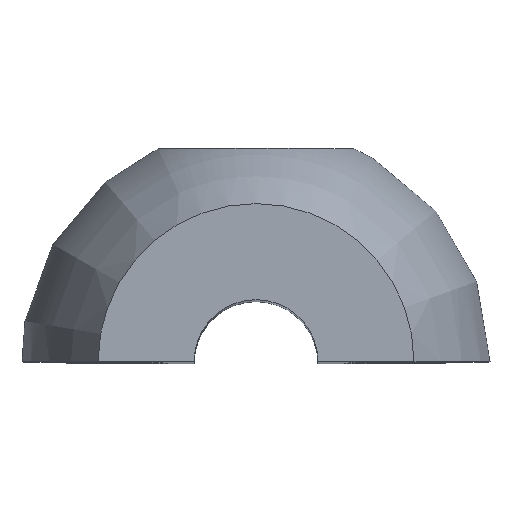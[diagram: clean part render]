
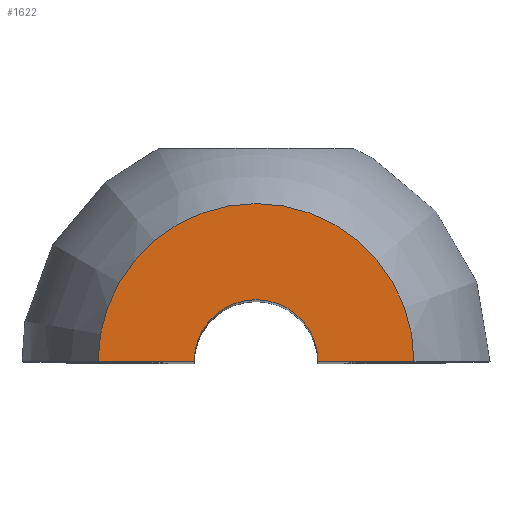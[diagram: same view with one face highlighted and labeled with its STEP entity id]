
A CAD part, top view. The second image highlights one B-rep face of the part: STEP entity #1622.
In plain terms, the highlighted planar face has unit normal (0, 0, 1).
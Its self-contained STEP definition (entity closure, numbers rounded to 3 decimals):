
#45 = CYLINDRICAL_SURFACE('',#46,2.61);
#46 = AXIS2_PLACEMENT_3D('',#47,#48,#49);
#47 = CARTESIAN_POINT('',(0.,0.,0.));
#48 = DIRECTION('',(-0.,-0.,-1.));
#49 = DIRECTION('',(1.,0.,0.));
#72 = PLANE('',#73);
#73 = AXIS2_PLACEMENT_3D('',#74,#75,#76);
#74 = CARTESIAN_POINT('',(0.,0.,0.));
#75 = DIRECTION('',(0.,-1.,0.));
#76 = DIRECTION('',(1.,0.,0.));
#100 = SURFACE_OF_REVOLUTION('',#101,#109);
#101 = B_SPLINE_CURVE_WITH_KNOTS('',3,(#102,#103,#104,#105,#106,#107,
    #108),.UNSPECIFIED.,.F.,.F.,(4,1,1,1,4),(0.,0.052,
    12.323,34.873,49.648),.UNSPECIFIED.);
#102 = CARTESIAN_POINT('',(6.31,0.,0.));
#103 = CARTESIAN_POINT('',(6.327,0.,0.004));
#104 = CARTESIAN_POINT('',(10.316,0.,0.998));
#105 = CARTESIAN_POINT('',(-1.648,0.,18.279));
#106 = CARTESIAN_POINT('',(11.977,0.,30.974));
#107 = CARTESIAN_POINT('',(9.593,0.,43.776));
#108 = CARTESIAN_POINT('',(6.665,0.,48.65));
#109 = AXIS1_PLACEMENT('',#110,#111);
#110 = CARTESIAN_POINT('',(0.,0.,0.));
#111 = DIRECTION('',(0.,0.,1.));
#132 = PLANE('',#133);
#133 = AXIS2_PLACEMENT_3D('',#134,#135,#136);
#134 = CARTESIAN_POINT('',(0.,0.,0.));
#135 = DIRECTION('',(0.,-1.,0.));
#136 = DIRECTION('',(1.,0.,0.));
#148 = VERTEX_POINT('',#149);
#149 = CARTESIAN_POINT('',(2.61,0.,48.65));
#170 = EDGE_CURVE('',#148,#171,#173,.T.);
#171 = VERTEX_POINT('',#172);
#172 = CARTESIAN_POINT('',(-2.61,0.,48.65));
#173 = SURFACE_CURVE('',#174,(#179,#186),.PCURVE_S1.);
#174 = CIRCLE('',#175,2.61);
#175 = AXIS2_PLACEMENT_3D('',#176,#177,#178);
#176 = CARTESIAN_POINT('',(0.,0.,48.65));
#177 = DIRECTION('',(0.,0.,1.));
#178 = DIRECTION('',(1.,0.,0.));
#179 = PCURVE('',#45,#180);
#180 = DEFINITIONAL_REPRESENTATION('',(#181),#185);
#181 = LINE('',#182,#183);
#182 = CARTESIAN_POINT('',(-0.,-48.65));
#183 = VECTOR('',#184,1.);
#184 = DIRECTION('',(-1.,0.));
#185 = ( GEOMETRIC_REPRESENTATION_CONTEXT(2) 
PARAMETRIC_REPRESENTATION_CONTEXT() REPRESENTATION_CONTEXT('2D SPACE',''
  ) );
#186 = PCURVE('',#187,#192);
#187 = PLANE('',#188);
#188 = AXIS2_PLACEMENT_3D('',#189,#190,#191);
#189 = CARTESIAN_POINT('',(0.,0.,48.65));
#190 = DIRECTION('',(0.,0.,1.));
#191 = DIRECTION('',(1.,0.,-0.));
#192 = DEFINITIONAL_REPRESENTATION('',(#193),#197);
#193 = CIRCLE('',#194,2.61);
#194 = AXIS2_PLACEMENT_2D('',#195,#196);
#195 = CARTESIAN_POINT('',(0.,0.));
#196 = DIRECTION('',(1.,0.));
#197 = ( GEOMETRIC_REPRESENTATION_CONTEXT(2) 
PARAMETRIC_REPRESENTATION_CONTEXT() REPRESENTATION_CONTEXT('2D SPACE',''
  ) );
#223 = EDGE_CURVE('',#224,#171,#226,.T.);
#224 = VERTEX_POINT('',#225);
#225 = CARTESIAN_POINT('',(-6.665,0.,48.65));
#226 = SURFACE_CURVE('',#227,(#231,#237),.PCURVE_S1.);
#227 = LINE('',#228,#229);
#228 = CARTESIAN_POINT('',(0.,0.,48.65));
#229 = VECTOR('',#230,1.);
#230 = DIRECTION('',(1.,0.,-0.));
#231 = PCURVE('',#132,#232);
#232 = DEFINITIONAL_REPRESENTATION('',(#233),#236);
#233 = B_SPLINE_CURVE_WITH_KNOTS('',1,(#234,#235),.UNSPECIFIED.,.F.,.F.,
  (2,2),(-6.665,6.665),.PIECEWISE_BEZIER_KNOTS.);
#234 = CARTESIAN_POINT('',(-6.665,48.65));
#235 = CARTESIAN_POINT('',(6.665,48.65));
#236 = ( GEOMETRIC_REPRESENTATION_CONTEXT(2) 
PARAMETRIC_REPRESENTATION_CONTEXT() REPRESENTATION_CONTEXT('2D SPACE',''
  ) );
#237 = PCURVE('',#187,#238);
#238 = DEFINITIONAL_REPRESENTATION('',(#239),#242);
#239 = B_SPLINE_CURVE_WITH_KNOTS('',1,(#240,#241),.UNSPECIFIED.,.F.,.F.,
  (2,2),(-6.665,6.665),.PIECEWISE_BEZIER_KNOTS.);
#240 = CARTESIAN_POINT('',(-6.665,0.));
#241 = CARTESIAN_POINT('',(6.665,0.));
#242 = ( GEOMETRIC_REPRESENTATION_CONTEXT(2) 
PARAMETRIC_REPRESENTATION_CONTEXT() REPRESENTATION_CONTEXT('2D SPACE',''
  ) );
#831 = VERTEX_POINT('',#832);
#832 = CARTESIAN_POINT('',(6.665,0.,48.65));
#863 = EDGE_CURVE('',#831,#224,#864,.T.);
#864 = SURFACE_CURVE('',#865,(#870,#877),.PCURVE_S1.);
#865 = CIRCLE('',#866,6.665);
#866 = AXIS2_PLACEMENT_3D('',#867,#868,#869);
#867 = CARTESIAN_POINT('',(0.,0.,48.65));
#868 = DIRECTION('',(0.,0.,1.));
#869 = DIRECTION('',(1.,0.,-0.));
#870 = PCURVE('',#100,#871);
#871 = DEFINITIONAL_REPRESENTATION('',(#872),#876);
#872 = LINE('',#873,#874);
#873 = CARTESIAN_POINT('',(0.,49.648));
#874 = VECTOR('',#875,1.);
#875 = DIRECTION('',(1.,0.));
#876 = ( GEOMETRIC_REPRESENTATION_CONTEXT(2) 
PARAMETRIC_REPRESENTATION_CONTEXT() REPRESENTATION_CONTEXT('2D SPACE',''
  ) );
#877 = PCURVE('',#187,#878);
#878 = DEFINITIONAL_REPRESENTATION('',(#879),#883);
#879 = CIRCLE('',#880,6.665);
#880 = AXIS2_PLACEMENT_2D('',#881,#882);
#881 = CARTESIAN_POINT('',(0.,0.));
#882 = DIRECTION('',(1.,0.));
#883 = ( GEOMETRIC_REPRESENTATION_CONTEXT(2) 
PARAMETRIC_REPRESENTATION_CONTEXT() REPRESENTATION_CONTEXT('2D SPACE',''
  ) );
#1464 = EDGE_CURVE('',#148,#831,#1465,.T.);
#1465 = SURFACE_CURVE('',#1466,(#1470,#1476),.PCURVE_S1.);
#1466 = LINE('',#1467,#1468);
#1467 = CARTESIAN_POINT('',(0.,0.,48.65));
#1468 = VECTOR('',#1469,1.);
#1469 = DIRECTION('',(1.,0.,-0.));
#1470 = PCURVE('',#72,#1471);
#1471 = DEFINITIONAL_REPRESENTATION('',(#1472),#1475);
#1472 = B_SPLINE_CURVE_WITH_KNOTS('',1,(#1473,#1474),.UNSPECIFIED.,.F.,
  .F.,(2,2),(-6.665,6.665),.PIECEWISE_BEZIER_KNOTS.);
#1473 = CARTESIAN_POINT('',(-6.665,48.65));
#1474 = CARTESIAN_POINT('',(6.665,48.65));
#1475 = ( GEOMETRIC_REPRESENTATION_CONTEXT(2) 
PARAMETRIC_REPRESENTATION_CONTEXT() REPRESENTATION_CONTEXT('2D SPACE',''
  ) );
#1476 = PCURVE('',#187,#1477);
#1477 = DEFINITIONAL_REPRESENTATION('',(#1478),#1481);
#1478 = B_SPLINE_CURVE_WITH_KNOTS('',1,(#1479,#1480),.UNSPECIFIED.,.F.,
  .F.,(2,2),(-6.665,6.665),.PIECEWISE_BEZIER_KNOTS.);
#1479 = CARTESIAN_POINT('',(-6.665,0.));
#1480 = CARTESIAN_POINT('',(6.665,0.));
#1481 = ( GEOMETRIC_REPRESENTATION_CONTEXT(2) 
PARAMETRIC_REPRESENTATION_CONTEXT() REPRESENTATION_CONTEXT('2D SPACE',''
  ) );
#1622 = ADVANCED_FACE('',(#1623),#187,.T.);
#1623 = FACE_BOUND('',#1624,.T.);
#1624 = EDGE_LOOP('',(#1625,#1626,#1627,#1628));
#1625 = ORIENTED_EDGE('',*,*,#170,.F.);
#1626 = ORIENTED_EDGE('',*,*,#1464,.T.);
#1627 = ORIENTED_EDGE('',*,*,#863,.T.);
#1628 = ORIENTED_EDGE('',*,*,#223,.T.);
